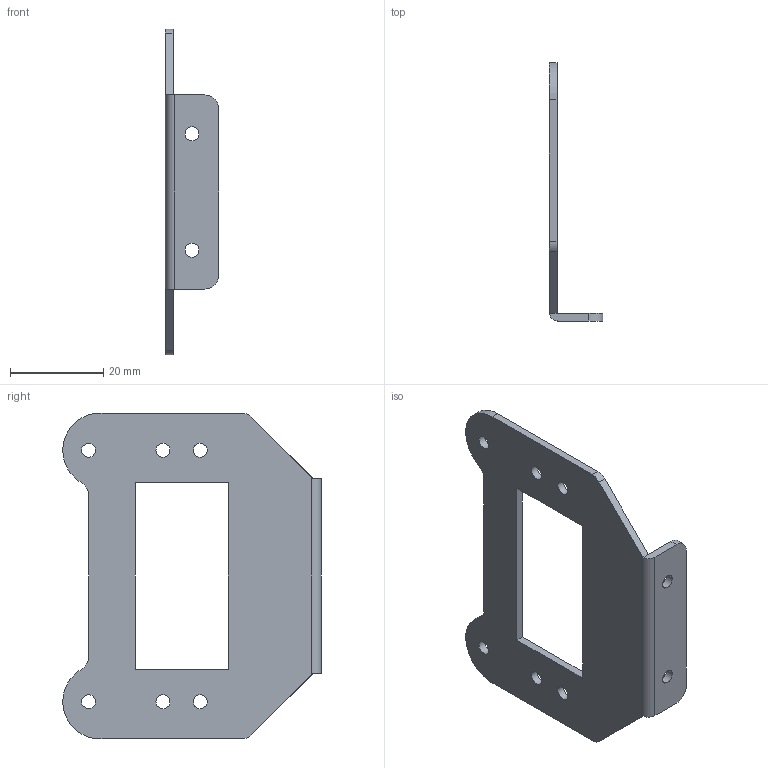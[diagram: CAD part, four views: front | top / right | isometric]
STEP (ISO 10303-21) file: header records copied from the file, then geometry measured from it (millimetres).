
FILE_DESCRIPTION(/* description */ ('STEP AP214'),/* implementation_level */ '2;1');
FILE_NAME(/* name */ '685044f000cc853bb40b8d5a',/* time_stamp */ '2025-06-16T16:23:13Z',/* author */ (''),/* organization */ (''),/* preprocessor_version */ 'ST-DEVELOPER v20',/* originating_system */ 'ONSHAPE BY PTC INC, 1.199',/* authorisation */ ' ');
FILE_SCHEMA (('AUTOMOTIVE_DESIGN {1 0 10303 214 3 1 1}'));
Length unit declared in the file: metre
Products named in the file (1): servo mount
Bounding box: 11.52 x 55.53 x 70.02 mm (x, y, z)
Volume: 4937.7 mm3; surface area: 6568.3 mm2
Topology: 1 solids, 1 shells, 35 faces, 97 edges, 64 vertices
Faces by surface type: plane 18, cylinder 17
Full cylindrical faces by diameter (mm): 3 x8
Entity records: 1157 total; most frequent: DIRECTION 197, CARTESIAN_POINT 189, ORIENTED_EDGE 178, EDGE_CURVE 89, AXIS2_PLACEMENT_3D 72, VERTEX_POINT 64, EDGE_LOOP 61, FACE_BOUND 61
